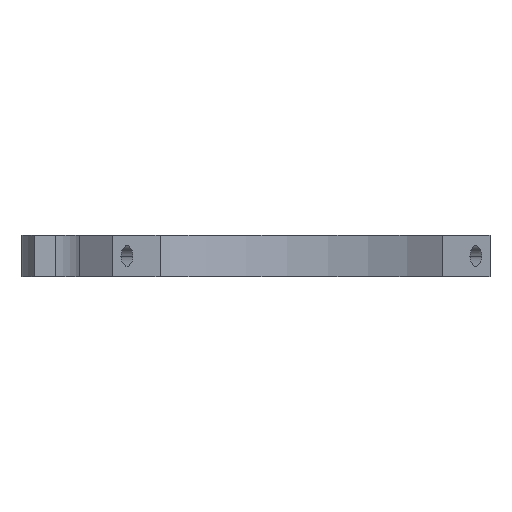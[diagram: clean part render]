
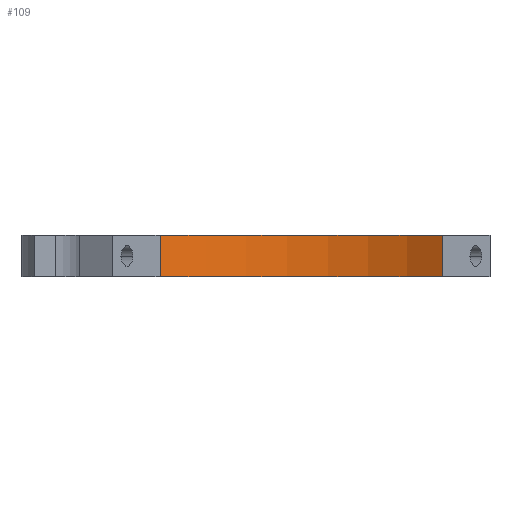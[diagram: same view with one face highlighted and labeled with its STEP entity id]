
A CAD part, front view. The second image highlights one B-rep face of the part: STEP entity #109.
In plain terms, the highlighted cylindrical face has radius 30 mm (diameter 60 mm), a partial arc.
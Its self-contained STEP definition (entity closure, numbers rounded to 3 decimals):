
#2 = B_SPLINE_CURVE_WITH_KNOTS ( 'NONE', 3,
 ( #180, #360, #1245, #367, #347, #942, #636, #263, #756, #658, #1050, #933, #171, #1060, #961, #536, #1043, #546, #354, #561, #955, #165 ),
 .UNSPECIFIED., .F., .F.,
 ( 4, 2, 2, 2, 2, 2, 2, 2, 2, 2, 4 ),
 ( 0., 0.001, 0.001, 0.001, 0.001, 0.002, 0.002, 0.002, 0.003, 0.003, 0.004 ),
 .UNSPECIFIED. ) ;
#17 = CARTESIAN_POINT ( 'NONE',  ( -25.186, 16.304, 1.25 ) ) ;
#18 = CARTESIAN_POINT ( 'NONE',  ( 0., 0., 5. ) ) ;
#25 = CYLINDRICAL_SURFACE ( 'NONE', #710, 30. ) ;
#35 = ORIENTED_EDGE ( 'NONE', *, *, #1234, .F. ) ;
#36 = AXIS2_PLACEMENT_3D ( 'NONE', #1004, #610, #39 ) ;
#39 = DIRECTION ( 'NONE',  ( 1., 0., 0. ) ) ;
#47 = EDGE_CURVE ( 'NONE', #482, #297, #999, .T. ) ;
#70 = ORIENTED_EDGE ( 'NONE', *, *, #47, .T. ) ;
#102 = CARTESIAN_POINT ( 'NONE',  ( 17.207, 24.575, 0. ) ) ;
#109 = ADVANCED_FACE ( 'NONE', ( #517, #501 ), #25, .F. ) ;
#116 = CARTESIAN_POINT ( 'NONE',  ( -24.649, 17.101, 1.902 ) ) ;
#165 = CARTESIAN_POINT ( 'NONE',  ( -25.377, 16., 1.25 ) ) ;
#171 = CARTESIAN_POINT ( 'NONE',  ( -26.096, 14.798, 2.854 ) ) ;
#180 = CARTESIAN_POINT ( 'NONE',  ( -25.377, 16., 3.75 ) ) ;
#191 = DIRECTION ( 'NONE',  ( 1., 0., 0. ) ) ;
#213 = CARTESIAN_POINT ( 'NONE',  ( -24.679, 17.057, 1.827 ) ) ;
#219 = CARTESIAN_POINT ( 'NONE',  ( -24.743, 16.965, 3.311 ) ) ;
#238 = EDGE_CURVE ( 'NONE', #988, #887, #395, .T. ) ;
#263 = CARTESIAN_POINT ( 'NONE',  ( -25.925, 15.097, 3.368 ) ) ;
#292 = EDGE_CURVE ( 'NONE', #482, #457, #845, .T. ) ;
#297 = VERTEX_POINT ( 'NONE', #516 ) ;
#312 = CARTESIAN_POINT ( 'NONE',  ( -24.545, 17.25, 2.406 ) ) ;
#317 = CARTESIAN_POINT ( 'NONE',  ( -25.377, 16., 3.75 ) ) ;
#347 = CARTESIAN_POINT ( 'NONE',  ( -25.737, 15.414, 3.607 ) ) ;
#354 = CARTESIAN_POINT ( 'NONE',  ( -25.963, 15.031, 1.694 ) ) ;
#360 = CARTESIAN_POINT ( 'NONE',  ( -25.472, 15.849, 3.75 ) ) ;
#367 = CARTESIAN_POINT ( 'NONE',  ( -25.695, 15.485, 3.642 ) ) ;
#390 = VECTOR ( 'NONE', #1024, 1000. ) ;
#395 = B_SPLINE_CURVE_WITH_KNOTS ( 'NONE', 3,
 ( #892, #17, #898, #904, #794, #213, #116, #602, #798, #499, #312, #699, #403, #1094, #219, #608, #1000, #505, #805, #317 ),
 .UNSPECIFIED., .F., .F.,
 ( 4, 2, 2, 2, 2, 2, 2, 2, 2, 4 ),
 ( 0.004, 0.005, 0.006, 0.006, 0.006, 0.006, 0.007, 0.007, 0.008, 0.008 ),
 .UNSPECIFIED. ) ;
#403 = CARTESIAN_POINT ( 'NONE',  ( -24.573, 17.21, 2.858 ) ) ;
#419 = CARTESIAN_POINT ( 'NONE',  ( -30., 0., 5. ) ) ;
#441 = EDGE_LOOP ( 'NONE', ( #70, #547, #35, #1073 ) ) ;
#457 = VERTEX_POINT ( 'NONE', #102 ) ;
#482 = VERTEX_POINT ( 'NONE', #614 ) ;
#499 = CARTESIAN_POINT ( 'NONE',  ( -24.552, 17.24, 2.317 ) ) ;
#501 = FACE_OUTER_BOUND ( 'NONE', #441, .T. ) ;
#505 = CARTESIAN_POINT ( 'NONE',  ( -25.184, 16.303, 3.723 ) ) ;
#516 = CARTESIAN_POINT ( 'NONE',  ( -30., 0., 5. ) ) ;
#517 = FACE_BOUND ( 'NONE', #607, .T. ) ;
#520 = VECTOR ( 'NONE', #1108, 1000. ) ;
#521 = LINE ( 'NONE', #419, #390 ) ;
#536 = CARTESIAN_POINT ( 'NONE',  ( -26.124, 14.749, 2.327 ) ) ;
#543 = CARTESIAN_POINT ( 'NONE',  ( -30., 0., 0. ) ) ;
#546 = CARTESIAN_POINT ( 'NONE',  ( -26.022, 14.929, 1.833 ) ) ;
#547 = ORIENTED_EDGE ( 'NONE', *, *, #613, .T. ) ;
#561 = CARTESIAN_POINT ( 'NONE',  ( -25.752, 15.393, 1.359 ) ) ;
#602 = CARTESIAN_POINT ( 'NONE',  ( -24.599, 17.173, 2.058 ) ) ;
#604 = DIRECTION ( 'NONE',  ( 0., 0., -1. ) ) ;
#607 = EDGE_LOOP ( 'NONE', ( #861, #1240 ) ) ;
#608 = CARTESIAN_POINT ( 'NONE',  ( -24.904, 16.727, 3.53 ) ) ;
#610 = DIRECTION ( 'NONE',  ( 0., 0., 1. ) ) ;
#613 = EDGE_CURVE ( 'NONE', #297, #1053, #521, .T. ) ;
#614 = CARTESIAN_POINT ( 'NONE',  ( 17.207, 24.575, 5. ) ) ;
#627 = CARTESIAN_POINT ( 'NONE',  ( -25.377, 16., 3.75 ) ) ;
#636 = CARTESIAN_POINT ( 'NONE',  ( -25.855, 15.216, 3.477 ) ) ;
#658 = CARTESIAN_POINT ( 'NONE',  ( -26.015, 14.941, 3.17 ) ) ;
#699 = CARTESIAN_POINT ( 'NONE',  ( -24.544, 17.25, 2.678 ) ) ;
#710 = AXIS2_PLACEMENT_3D ( 'NONE', #18, #604, #806 ) ;
#756 = CARTESIAN_POINT ( 'NONE',  ( -25.958, 15.04, 3.305 ) ) ;
#794 = CARTESIAN_POINT ( 'NONE',  ( -24.747, 16.958, 1.693 ) ) ;
#798 = CARTESIAN_POINT ( 'NONE',  ( -24.579, 17.201, 2.143 ) ) ;
#805 = CARTESIAN_POINT ( 'NONE',  ( -25.281, 16.153, 3.75 ) ) ;
#806 = DIRECTION ( 'NONE',  ( -1., 0., 0. ) ) ;
#843 = CARTESIAN_POINT ( 'NONE',  ( 0., 0., 0. ) ) ;
#845 = LINE ( 'NONE', #1027, #520 ) ;
#861 = ORIENTED_EDGE ( 'NONE', *, *, #1131, .F. ) ;
#887 = VERTEX_POINT ( 'NONE', #627 ) ;
#892 = CARTESIAN_POINT ( 'NONE',  ( -25.377, 16., 1.25 ) ) ;
#898 = CARTESIAN_POINT ( 'NONE',  ( -24.986, 16.606, 1.36 ) ) ;
#904 = CARTESIAN_POINT ( 'NONE',  ( -24.785, 16.903, 1.632 ) ) ;
#933 = CARTESIAN_POINT ( 'NONE',  ( -26.081, 14.826, 2.938 ) ) ;
#940 = CARTESIAN_POINT ( 'NONE',  ( -25.377, 16., 1.25 ) ) ;
#942 = CARTESIAN_POINT ( 'NONE',  ( -25.817, 15.28, 3.525 ) ) ;
#955 = CARTESIAN_POINT ( 'NONE',  ( -25.566, 15.7, 1.25 ) ) ;
#961 = CARTESIAN_POINT ( 'NONE',  ( -26.123, 14.75, 2.593 ) ) ;
#988 = VERTEX_POINT ( 'NONE', #940 ) ;
#999 = CIRCLE ( 'NONE', #36, 30. ) ;
#1000 = CARTESIAN_POINT ( 'NONE',  ( -24.995, 16.592, 3.612 ) ) ;
#1004 = CARTESIAN_POINT ( 'NONE',  ( 0., 0., 5. ) ) ;
#1024 = DIRECTION ( 'NONE',  ( 0., 0., -1. ) ) ;
#1027 = CARTESIAN_POINT ( 'NONE',  ( 17.207, 24.575, 5. ) ) ;
#1043 = CARTESIAN_POINT ( 'NONE',  ( -26.102, 14.788, 2.149 ) ) ;
#1050 = CARTESIAN_POINT ( 'NONE',  ( -26.039, 14.898, 3.096 ) ) ;
#1053 = VERTEX_POINT ( 'NONE', #543 ) ;
#1054 = AXIS2_PLACEMENT_3D ( 'NONE', #843, #1227, #191 ) ;
#1060 = CARTESIAN_POINT ( 'NONE',  ( -26.118, 14.76, 2.683 ) ) ;
#1073 = ORIENTED_EDGE ( 'NONE', *, *, #292, .F. ) ;
#1094 = CARTESIAN_POINT ( 'NONE',  ( -24.672, 17.067, 3.174 ) ) ;
#1108 = DIRECTION ( 'NONE',  ( 0., 0., -1. ) ) ;
#1131 = EDGE_CURVE ( 'NONE', #887, #988, #2, .T. ) ;
#1227 = DIRECTION ( 'NONE',  ( 0., 0., 1. ) ) ;
#1229 = CIRCLE ( 'NONE', #1054, 30. ) ;
#1234 = EDGE_CURVE ( 'NONE', #457, #1053, #1229, .T. ) ;
#1240 = ORIENTED_EDGE ( 'NONE', *, *, #238, .F. ) ;
#1245 = CARTESIAN_POINT ( 'NONE',  ( -25.564, 15.701, 3.723 ) ) ;
